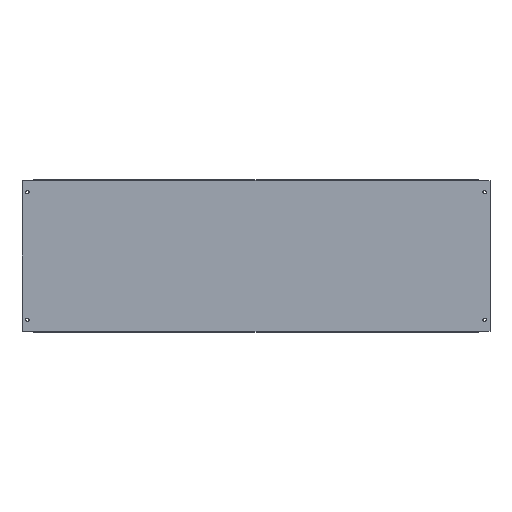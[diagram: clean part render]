
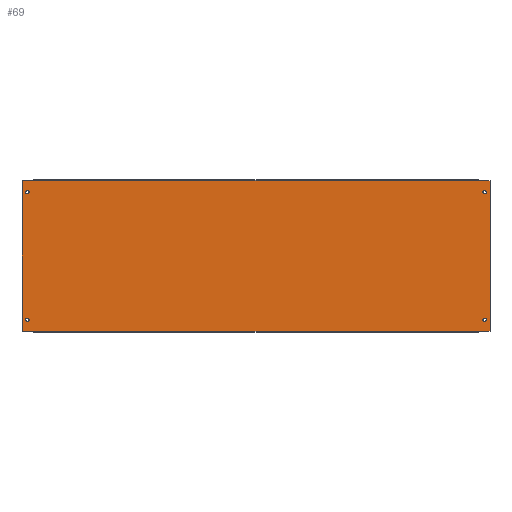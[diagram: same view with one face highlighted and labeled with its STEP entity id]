
A CAD part, top view. The second image highlights one B-rep face of the part: STEP entity #69.
In plain terms, the highlighted planar face has unit normal (0, 0, 1).
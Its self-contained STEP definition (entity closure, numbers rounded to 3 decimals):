
#2 = CARTESIAN_POINT ( 'NONE',  ( 23.5, 295., 0. ) ) ;
#8 = DIRECTION ( 'NONE',  ( 1., 0., 0. ) ) ;
#9 = CIRCLE ( 'NONE', #138, 3.25 ) ;
#10 = EDGE_LOOP ( 'NONE', ( #749, #610 ) ) ;
#13 = ORIENTED_EDGE ( 'NONE', *, *, #735, .F. ) ;
#15 = EDGE_CURVE ( 'NONE', #1047, #827, #507, .T. ) ;
#18 = VERTEX_POINT ( 'NONE', #919 ) ;
#24 = VERTEX_POINT ( 'NONE', #411 ) ;
#25 = CIRCLE ( 'NONE', #70, 3.25 ) ;
#44 = CARTESIAN_POINT ( 'NONE',  ( 0., 295., 0. ) ) ;
#45 = DIRECTION ( 'NONE',  ( 0., 0., -1. ) ) ;
#63 = EDGE_LOOP ( 'NONE', ( #93, #190 ) ) ;
#69 = ADVANCED_FACE ( 'NONE', ( #679, #523, #120, #199, #928 ), #852, .F. ) ;
#70 = AXIS2_PLACEMENT_3D ( 'NONE', #975, #231, #368 ) ;
#75 = LINE ( 'NONE', #556, #358 ) ;
#93 = ORIENTED_EDGE ( 'NONE', *, *, #759, .T. ) ;
#112 = CARTESIAN_POINT ( 'NONE',  ( 23.5, 295., 0. ) ) ;
#120 = FACE_BOUND ( 'NONE', #10, .T. ) ;
#122 = CARTESIAN_POINT ( 'NONE',  ( 0., 0., 0. ) ) ;
#127 = DIRECTION ( 'NONE',  ( -1., 0., 0. ) ) ;
#138 = AXIS2_PLACEMENT_3D ( 'NONE', #958, #387, #178 ) ;
#148 = DIRECTION ( 'NONE',  ( 0., -1., 0. ) ) ;
#155 = ORIENTED_EDGE ( 'NONE', *, *, #1022, .T. ) ;
#157 = CARTESIAN_POINT ( 'NONE',  ( 10.6, 272.5, 0. ) ) ;
#164 = AXIS2_PLACEMENT_3D ( 'NONE', #122, #371, #127 ) ;
#165 = VECTOR ( 'NONE', #941, 1000. ) ;
#166 = EDGE_CURVE ( 'NONE', #299, #1047, #973, .T. ) ;
#170 = CIRCLE ( 'NONE', #292, 3.25 ) ;
#172 = CARTESIAN_POINT ( 'NONE',  ( 0., 295., 0. ) ) ;
#173 = VERTEX_POINT ( 'NONE', #892 ) ;
#175 = ORIENTED_EDGE ( 'NONE', *, *, #459, .T. ) ;
#178 = DIRECTION ( 'NONE',  ( -1., 0., 0. ) ) ;
#184 = CIRCLE ( 'NONE', #511, 3.25 ) ;
#190 = ORIENTED_EDGE ( 'NONE', *, *, #264, .T. ) ;
#199 = FACE_BOUND ( 'NONE', #240, .T. ) ;
#204 = DIRECTION ( 'NONE',  ( 0., 0., -1. ) ) ;
#205 = AXIS2_PLACEMENT_3D ( 'NONE', #271, #45, #758 ) ;
#206 = VECTOR ( 'NONE', #518, 1000. ) ;
#212 = EDGE_LOOP ( 'NONE', ( #1008, #775, #517, #875, #175, #782, #13, #497 ) ) ;
#215 = CARTESIAN_POINT ( 'NONE',  ( 903.15, 272.5, 0. ) ) ;
#231 = DIRECTION ( 'NONE',  ( 0., 0., -1. ) ) ;
#233 = DIRECTION ( 'NONE',  ( -1., 0., 0. ) ) ;
#239 = CARTESIAN_POINT ( 'NONE',  ( 10.6, 22.5, 0. ) ) ;
#240 = EDGE_LOOP ( 'NONE', ( #524, #155 ) ) ;
#253 = VERTEX_POINT ( 'NONE', #476 ) ;
#264 = EDGE_CURVE ( 'NONE', #18, #829, #184, .T. ) ;
#267 = AXIS2_PLACEMENT_3D ( 'NONE', #448, #204, #1035 ) ;
#270 = LINE ( 'NONE', #112, #206 ) ;
#271 = CARTESIAN_POINT ( 'NONE',  ( 10.6, 22.5, 0. ) ) ;
#276 = CARTESIAN_POINT ( 'NONE',  ( 13.85, 22.5, 0. ) ) ;
#291 = LINE ( 'NONE', #616, #839 ) ;
#292 = AXIS2_PLACEMENT_3D ( 'NONE', #608, #347, #585 ) ;
#299 = VERTEX_POINT ( 'NONE', #172 ) ;
#306 = VECTOR ( 'NONE', #553, 1000. ) ;
#312 = EDGE_CURVE ( 'NONE', #383, #1006, #75, .T. ) ;
#315 = DIRECTION ( 'NONE',  ( 0., 0., -1. ) ) ;
#320 = CIRCLE ( 'NONE', #817, 3.25 ) ;
#334 = EDGE_CURVE ( 'NONE', #689, #299, #950, .T. ) ;
#341 = EDGE_CURVE ( 'NONE', #253, #868, #962, .T. ) ;
#347 = DIRECTION ( 'NONE',  ( 0., 0., -1. ) ) ;
#352 = CARTESIAN_POINT ( 'NONE',  ( 0., 0., 0. ) ) ;
#358 = VECTOR ( 'NONE', #8, 1000. ) ;
#368 = DIRECTION ( 'NONE',  ( -1., 0., 0. ) ) ;
#371 = DIRECTION ( 'NONE',  ( 0., 0., -1. ) ) ;
#374 = EDGE_CURVE ( 'NONE', #173, #586, #956, .T. ) ;
#375 = VECTOR ( 'NONE', #1021, 1000. ) ;
#383 = VERTEX_POINT ( 'NONE', #551 ) ;
#387 = DIRECTION ( 'NONE',  ( 0., 0., -1. ) ) ;
#391 = VERTEX_POINT ( 'NONE', #700 ) ;
#401 = CARTESIAN_POINT ( 'NONE',  ( 906.4, 272.5, 0. ) ) ;
#404 = EDGE_CURVE ( 'NONE', #24, #434, #9, .T. ) ;
#410 = ORIENTED_EDGE ( 'NONE', *, *, #424, .T. ) ;
#411 = CARTESIAN_POINT ( 'NONE',  ( 903.15, 22.5, 0. ) ) ;
#419 = DIRECTION ( 'NONE',  ( 0., 0., -1. ) ) ;
#424 = EDGE_CURVE ( 'NONE', #868, #253, #320, .T. ) ;
#425 = DIRECTION ( 'NONE',  ( -1., 0., 0. ) ) ;
#434 = VERTEX_POINT ( 'NONE', #638 ) ;
#448 = CARTESIAN_POINT ( 'NONE',  ( 906.4, 272.5, 0. ) ) ;
#459 = EDGE_CURVE ( 'NONE', #1006, #173, #832, .T. ) ;
#468 = AXIS2_PLACEMENT_3D ( 'NONE', #239, #647, #562 ) ;
#476 = CARTESIAN_POINT ( 'NONE',  ( 909.65, 272.5, 0. ) ) ;
#497 = ORIENTED_EDGE ( 'NONE', *, *, #334, .T. ) ;
#507 = LINE ( 'NONE', #834, #557 ) ;
#511 = AXIS2_PLACEMENT_3D ( 'NONE', #157, #315, #233 ) ;
#517 = ORIENTED_EDGE ( 'NONE', *, *, #981, .F. ) ;
#518 = DIRECTION ( 'NONE',  ( 1., 0., 0. ) ) ;
#523 = FACE_BOUND ( 'NONE', #63, .T. ) ;
#524 = ORIENTED_EDGE ( 'NONE', *, *, #404, .T. ) ;
#551 = CARTESIAN_POINT ( 'NONE',  ( 893.5, 0., 0. ) ) ;
#553 = DIRECTION ( 'NONE',  ( 0., 1., 0. ) ) ;
#556 = CARTESIAN_POINT ( 'NONE',  ( 0., 0., 0. ) ) ;
#557 = VECTOR ( 'NONE', #672, 1000. ) ;
#562 = DIRECTION ( 'NONE',  ( -1., 0., 0. ) ) ;
#585 = DIRECTION ( 'NONE',  ( -1., 0., 0. ) ) ;
#586 = VERTEX_POINT ( 'NONE', #893 ) ;
#598 = EDGE_CURVE ( 'NONE', #747, #391, #635, .T. ) ;
#608 = CARTESIAN_POINT ( 'NONE',  ( 10.6, 272.5, 0. ) ) ;
#610 = ORIENTED_EDGE ( 'NONE', *, *, #598, .T. ) ;
#616 = CARTESIAN_POINT ( 'NONE',  ( 893.5, 0., 0. ) ) ;
#635 = CIRCLE ( 'NONE', #468, 3.25 ) ;
#638 = CARTESIAN_POINT ( 'NONE',  ( 909.65, 22.5, 0. ) ) ;
#647 = DIRECTION ( 'NONE',  ( 0., 0., -1. ) ) ;
#672 = DIRECTION ( 'NONE',  ( 1., 0., 0. ) ) ;
#679 = FACE_BOUND ( 'NONE', #742, .T. ) ;
#689 = VERTEX_POINT ( 'NONE', #2 ) ;
#694 = ORIENTED_EDGE ( 'NONE', *, *, #341, .T. ) ;
#697 = CARTESIAN_POINT ( 'NONE',  ( 7.35, 272.5, 0. ) ) ;
#698 = CARTESIAN_POINT ( 'NONE',  ( 0., 295., 0. ) ) ;
#700 = CARTESIAN_POINT ( 'NONE',  ( 7.35, 22.5, 0. ) ) ;
#735 = EDGE_CURVE ( 'NONE', #689, #586, #270, .T. ) ;
#742 = EDGE_LOOP ( 'NONE', ( #410, #694 ) ) ;
#747 = VERTEX_POINT ( 'NONE', #276 ) ;
#749 = ORIENTED_EDGE ( 'NONE', *, *, #1040, .T. ) ;
#751 = CARTESIAN_POINT ( 'NONE',  ( 917., 0., 0. ) ) ;
#758 = DIRECTION ( 'NONE',  ( -1., 0., 0. ) ) ;
#759 = EDGE_CURVE ( 'NONE', #829, #18, #170, .T. ) ;
#775 = ORIENTED_EDGE ( 'NONE', *, *, #15, .T. ) ;
#782 = ORIENTED_EDGE ( 'NONE', *, *, #374, .T. ) ;
#817 = AXIS2_PLACEMENT_3D ( 'NONE', #401, #419, #425 ) ;
#818 = CARTESIAN_POINT ( 'NONE',  ( 0., 0., 0. ) ) ;
#827 = VERTEX_POINT ( 'NONE', #949 ) ;
#829 = VERTEX_POINT ( 'NONE', #697 ) ;
#832 = LINE ( 'NONE', #751, #306 ) ;
#834 = CARTESIAN_POINT ( 'NONE',  ( 0., 0., 0. ) ) ;
#839 = VECTOR ( 'NONE', #882, 1000. ) ;
#852 = PLANE ( 'NONE',  #164 ) ;
#854 = CIRCLE ( 'NONE', #205, 3.25 ) ;
#868 = VERTEX_POINT ( 'NONE', #215 ) ;
#875 = ORIENTED_EDGE ( 'NONE', *, *, #312, .T. ) ;
#882 = DIRECTION ( 'NONE',  ( -1., 0., 0. ) ) ;
#892 = CARTESIAN_POINT ( 'NONE',  ( 917., 295., 0. ) ) ;
#893 = CARTESIAN_POINT ( 'NONE',  ( 893.5, 295., 0. ) ) ;
#919 = CARTESIAN_POINT ( 'NONE',  ( 13.85, 272.5, 0. ) ) ;
#928 = FACE_OUTER_BOUND ( 'NONE', #212, .T. ) ;
#941 = DIRECTION ( 'NONE',  ( -1., 0., 0. ) ) ;
#949 = CARTESIAN_POINT ( 'NONE',  ( 23.5, 0., 0. ) ) ;
#950 = LINE ( 'NONE', #698, #165 ) ;
#956 = LINE ( 'NONE', #44, #375 ) ;
#958 = CARTESIAN_POINT ( 'NONE',  ( 906.4, 22.5, 0. ) ) ;
#962 = CIRCLE ( 'NONE', #267, 3.25 ) ;
#969 = CARTESIAN_POINT ( 'NONE',  ( 917., 0., 0. ) ) ;
#973 = LINE ( 'NONE', #818, #1027 ) ;
#975 = CARTESIAN_POINT ( 'NONE',  ( 906.4, 22.5, 0. ) ) ;
#981 = EDGE_CURVE ( 'NONE', #383, #827, #291, .T. ) ;
#1006 = VERTEX_POINT ( 'NONE', #969 ) ;
#1008 = ORIENTED_EDGE ( 'NONE', *, *, #166, .T. ) ;
#1021 = DIRECTION ( 'NONE',  ( -1., 0., 0. ) ) ;
#1022 = EDGE_CURVE ( 'NONE', #434, #24, #25, .T. ) ;
#1027 = VECTOR ( 'NONE', #148, 1000. ) ;
#1035 = DIRECTION ( 'NONE',  ( -1., 0., 0. ) ) ;
#1040 = EDGE_CURVE ( 'NONE', #391, #747, #854, .T. ) ;
#1047 = VERTEX_POINT ( 'NONE', #352 ) ;
